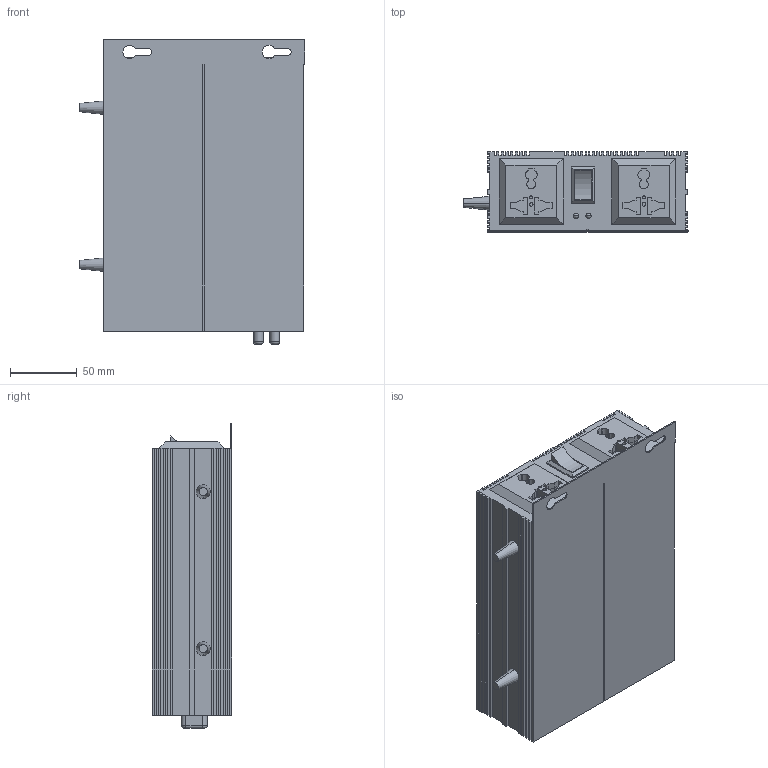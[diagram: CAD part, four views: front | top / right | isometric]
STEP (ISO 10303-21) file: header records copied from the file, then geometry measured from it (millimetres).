
FILE_DESCRIPTION (( 'STEP AP203' ), '1' );
FILE_NAME ('INVERTER_REV_.step', '2025-08-17T04:48:01', ( '' ), ( '' ), 'SwSTEP 2.0', 'SolidWorks 2024', '' );
FILE_SCHEMA (( 'CONFIG_CONTROL_DESIGN' ));
Length unit declared in the file: centimetre
Products named in the file (1): INVERTER_REV_
Bounding box: 169.52 x 60 x 228.69 mm (x, y, z)
Volume: 704829.9 mm3; surface area: 238812.9 mm2
Topology: 12 solids, 12 shells, 514 faces, 1433 edges, 949 vertices
Faces by surface type: plane 393, cylinder 109, sphere 4, cone 4, torus 4
Entity records: 16400 total; most frequent: CARTESIAN_POINT 2881, ORIENTED_EDGE 2846, DIRECTION 2687, EDGE_CURVE 1423, VECTOR 1189, LINE 1189, VERTEX_POINT 943, AXIS2_PLACEMENT_3D 749
